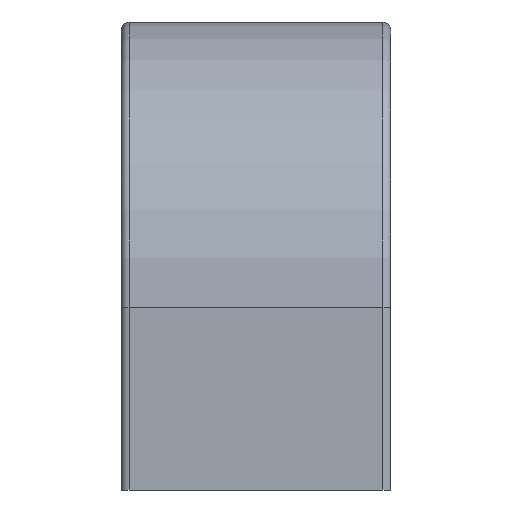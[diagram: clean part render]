
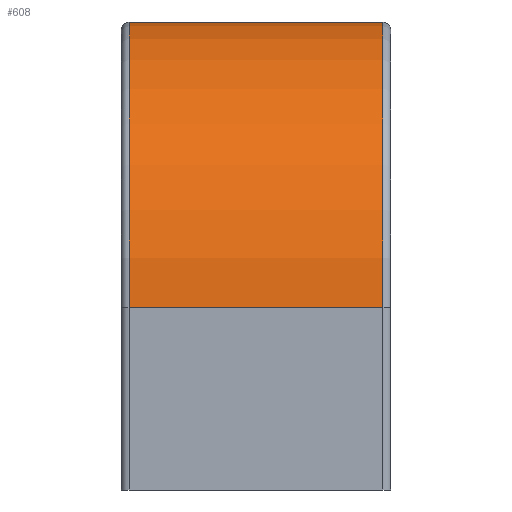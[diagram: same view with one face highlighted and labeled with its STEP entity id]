
A CAD part, left-side view. The second image highlights one B-rep face of the part: STEP entity #608.
In plain terms, the highlighted cylindrical face has radius 18.012 mm (diameter 36.024 mm), a partial arc.
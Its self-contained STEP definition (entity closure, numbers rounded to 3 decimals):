
#50=CYLINDRICAL_SURFACE('',#714,18.012);
#84=FACE_OUTER_BOUND('',#122,.T.);
#122=EDGE_LOOP('',(#529,#530,#531,#532));
#161=LINE('',#1090,#199);
#162=LINE('',#1102,#200);
#199=VECTOR('',#899,10.);
#200=VECTOR('',#916,10.);
#230=CIRCLE('',#672,18.012);
#252=CIRCLE('',#711,18.012);
#282=VERTEX_POINT('',#1011);
#284=VERTEX_POINT('',#1017);
#303=VERTEX_POINT('',#1084);
#306=VERTEX_POINT('',#1096);
#348=EDGE_CURVE('',#284,#282,#230,.T.);
#384=EDGE_CURVE('',#303,#282,#161,.T.);
#387=EDGE_CURVE('',#306,#303,#252,.T.);
#390=EDGE_CURVE('',#306,#284,#162,.T.);
#529=ORIENTED_EDGE('',*,*,#384,.T.);
#530=ORIENTED_EDGE('',*,*,#348,.F.);
#531=ORIENTED_EDGE('',*,*,#390,.F.);
#532=ORIENTED_EDGE('',*,*,#387,.T.);
#608=ADVANCED_FACE('',(#84),#50,.T.);
#672=AXIS2_PLACEMENT_3D('',#1019,#813,#814);
#711=AXIS2_PLACEMENT_3D('',#1097,#908,#909);
#714=AXIS2_PLACEMENT_3D('',#1101,#914,#915);
#813=DIRECTION('center_axis',(0.,1.,0.));
#814=DIRECTION('ref_axis',(-1.,0.,0.));
#899=DIRECTION('',(0.,1.,0.));
#908=DIRECTION('center_axis',(0.,1.,0.));
#909=DIRECTION('ref_axis',(-1.,0.,0.));
#914=DIRECTION('center_axis',(0.,1.,0.));
#915=DIRECTION('ref_axis',(-1.,0.,0.));
#916=DIRECTION('',(0.,1.,0.));
#1011=CARTESIAN_POINT('',(10.709,8.,29.512));
#1017=CARTESIAN_POINT('',(-7.303,8.,11.5));
#1019=CARTESIAN_POINT('Origin',(10.709,8.,11.5));
#1084=CARTESIAN_POINT('',(10.709,-8.,29.512));
#1090=CARTESIAN_POINT('',(10.709,8.,29.512));
#1096=CARTESIAN_POINT('',(-7.303,-8.,11.5));
#1097=CARTESIAN_POINT('Origin',(10.709,-8.,11.5));
#1101=CARTESIAN_POINT('Origin',(10.709,-4.,11.5));
#1102=CARTESIAN_POINT('',(-7.303,8.,11.5));
